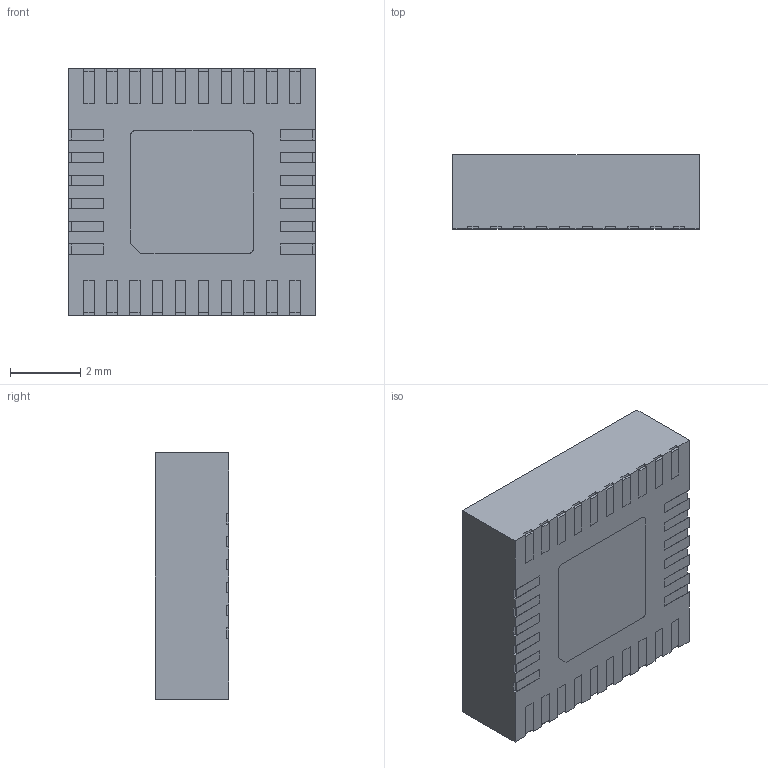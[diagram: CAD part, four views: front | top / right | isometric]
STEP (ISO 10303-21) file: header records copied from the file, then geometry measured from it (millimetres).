
FILE_DESCRIPTION (( 'STEP AP214' ), '1' );
FILE_NAME ('MPM54304GMN-0000.STEP', '2022-07-05T02:33:51', ( '' ), ( '' ), 'SwSTEP 2.0', 'SolidWorks 2017', '' );
FILE_SCHEMA (( 'AUTOMOTIVE_DESIGN' ));
Length unit declared in the file: millimetre
Products named in the file (1): MPM54304GMN-0000
Bounding box: 7 x 2.1 x 7 mm (x, y, z)
Volume: 102.8 mm3; surface area: 212.9 mm2
Topology: 35 solids, 35 shells, 352 faces, 840 edges, 560 vertices
Faces by surface type: plane 342, cylinder 10
Entity records: 10324 total; most frequent: CARTESIAN_POINT 1753, ORIENTED_EDGE 1680, DIRECTION 1566, EDGE_CURVE 840, LINE 820, VECTOR 820, VERTEX_POINT 560, AXIS2_PLACEMENT_3D 373
